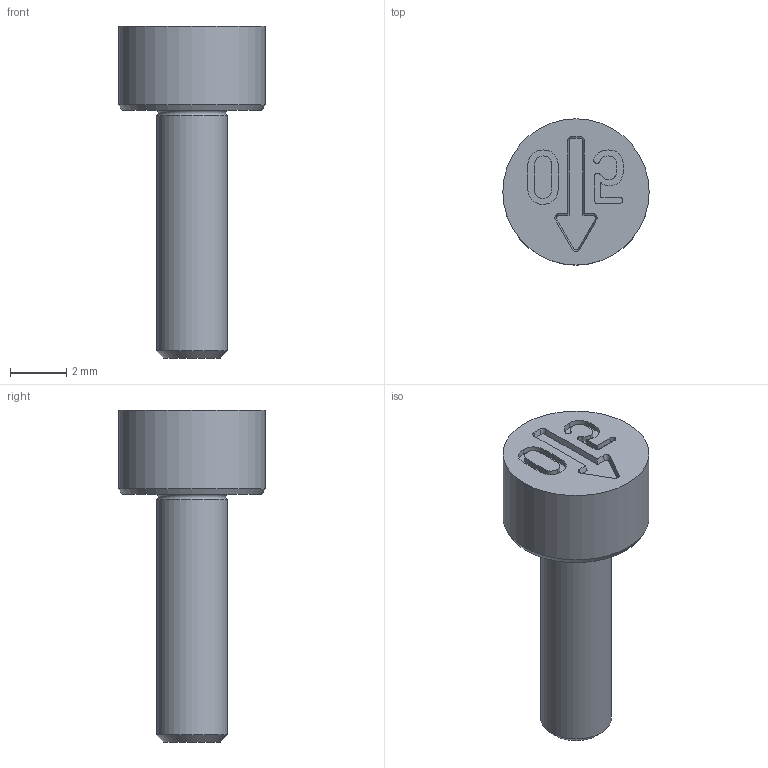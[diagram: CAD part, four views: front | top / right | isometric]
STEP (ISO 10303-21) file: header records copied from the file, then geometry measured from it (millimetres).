
FILE_DESCRIPTION(/* description */ (''),/* implementation_level */ '2;1');
FILE_NAME(/* name */ 'Dati-1300_O$10$Z.stp',/* time_stamp */ '2025-08-18T14:37:50+02:00',/* author */ ('olafg'),/* organization */ (''),/* preprocessor_version */ 'ST-DEVELOPER v20',/* originating_system */ 'Autodesk Inventor 2024',/* authorisation */ '');
FILE_SCHEMA (('AUTOMOTIVE_DESIGN { 1 0 10303 214 3 1 1 }'));
Length unit declared in the file: millimetre
Products named in the file (1): 1310-08-00 Stelleinsatz
Bounding box: 5.2 x 5.2 x 11.8 mm (x, y, z)
Volume: 105.5 mm3; surface area: 163.1 mm2
Topology: 1 solids, 1 shells, 66 faces, 175 edges, 116 vertices
Faces by surface type: bspline 37, plane 19, cone 7, cylinder 2, torus 1
Full cylindrical faces by diameter (mm): 2.5 x1, 5.2 x1
Entity records: 2456 total; most frequent: CARTESIAN_POINT 1008, ORIENTED_EDGE 350, DIRECTION 180, EDGE_CURVE 175, VERTEX_POINT 116, LINE 82, VECTOR 82, B_SPLINE_CURVE_WITH_KNOTS 74
